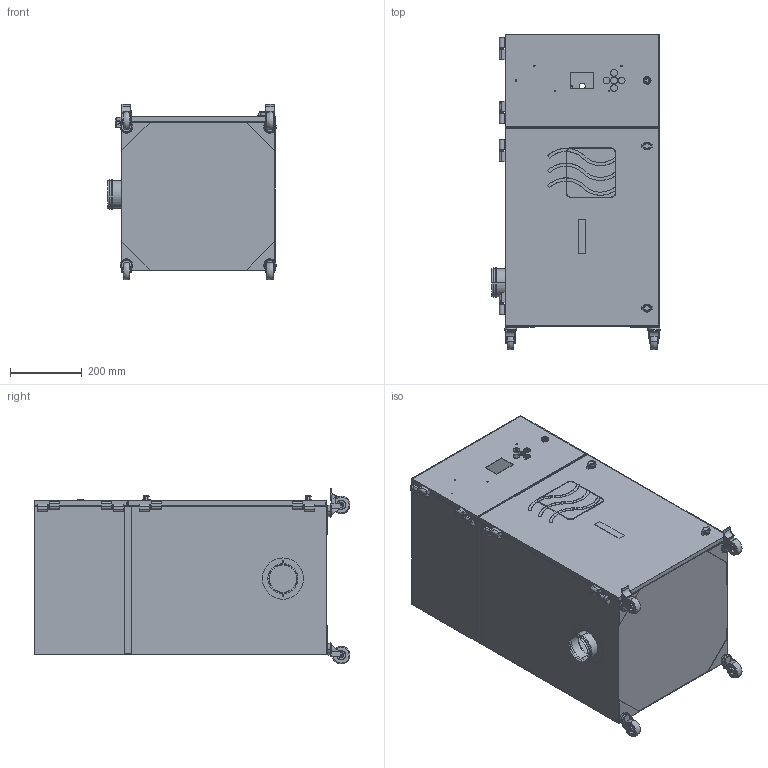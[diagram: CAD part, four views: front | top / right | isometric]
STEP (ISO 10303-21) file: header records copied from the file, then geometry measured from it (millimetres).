
FILE_DESCRIPTION((''),'2;1');
FILE_NAME('300I_ASM','2013-07-10T',('simonc'),(''),'PRO/ENGINEER BY PARAMETRIC TECHNOLOGY CORPORATION, 2009141','PRO/ENGINEER BY PARAMETRIC TECHNOLOGY CORPORATION, 2009141','');
FILE_SCHEMA(('CONFIG_CONTROL_DESIGN'));
Length unit declared in the file: millimetre
Products named in the file (29): BODY; MOTOR_PANEL; CORNER_SUPPORTS; CASTOR_BODY_BRAKED; 50MM_CASTOR; CASTOR_LOCK; 630025_CASTOR_BRAKED_50MM_AF0_ASM; 630025_CASTOR_BRAKED_50MM_AF1_ASM; 620285_TYPE_B_FEMALE; 620284_TYPE_A_FEMALE; TOP_DOOR; 620284_TYPE_A_MALE; 620285_TYPE_B_MALE; TOP_DOOR_ASSY_ASM; BOTTOM_DOOR; BOTTOM_DOOR_ASM; 630271_HOUSING; 630271_WING_HANDLE; 630272_CAM; 630271_SPRING_WASHER; 630271_BOLT; 630271_NUT; 630201_LOCK_CENTER; NYLON_WASHER; CASTOR_BODY; 630015_CASTOR_UNBRAKED_50MM_AF0_ASM; 630015_CASTOR_UNBRAKED_50MM_AF1_ASM; 540032; 300I_ASM
Assembly tree (57 placements, depth 3):
  300I_ASM
    BODY
    MOTOR_PANEL
    CORNER_SUPPORTS  x4
    630025_CASTOR_BRAKED_50MM_AF0_ASM
      CASTOR_BODY_BRAKED
      50MM_CASTOR
      CASTOR_LOCK
    630025_CASTOR_BRAKED_50MM_AF1_ASM
      CASTOR_BODY_BRAKED
      50MM_CASTOR
      CASTOR_LOCK
    620285_TYPE_B_FEMALE  x2
    620284_TYPE_A_FEMALE  x2
    TOP_DOOR_ASSY_ASM
      TOP_DOOR
      620284_TYPE_A_MALE
      620285_TYPE_B_MALE
    BOTTOM_DOOR_ASM
      BOTTOM_DOOR
      620285_TYPE_B_MALE
      620284_TYPE_A_MALE
    630271_HOUSING  x3
    630271_WING_HANDLE  x2
    630272_CAM  x3
    630271_SPRING_WASHER  x2
    630271_BOLT  x2
    630271_NUT  x3
    630201_LOCK_CENTER
    NYLON_WASHER  x8
    630015_CASTOR_UNBRAKED_50MM_AF0_ASM
      CASTOR_BODY
      50MM_CASTOR
    630015_CASTOR_UNBRAKED_50MM_AF1_ASM
      CASTOR_BODY
      50MM_CASTOR
    540032
Bounding box: 469.18 x 880.21 x 490.45 mm (x, y, z)
Volume: 2747591.4 mm3; surface area: 4248898.4 mm2
Topology: 51 solids, 53 shells, 1328 faces, 3313 edges, 2186 vertices
Faces by surface type: plane 741, cylinder 513, cone 38, bspline 26, torus 10
Entity records: 28428 total; most frequent: CARTESIAN_POINT 5394, DIRECTION 4843, ORIENTED_EDGE 4482, EDGE_CURVE 2241, AXIS2_PLACEMENT_3D 1686, VERTEX_POINT 1482, VECTOR 1471, LINE 1471
